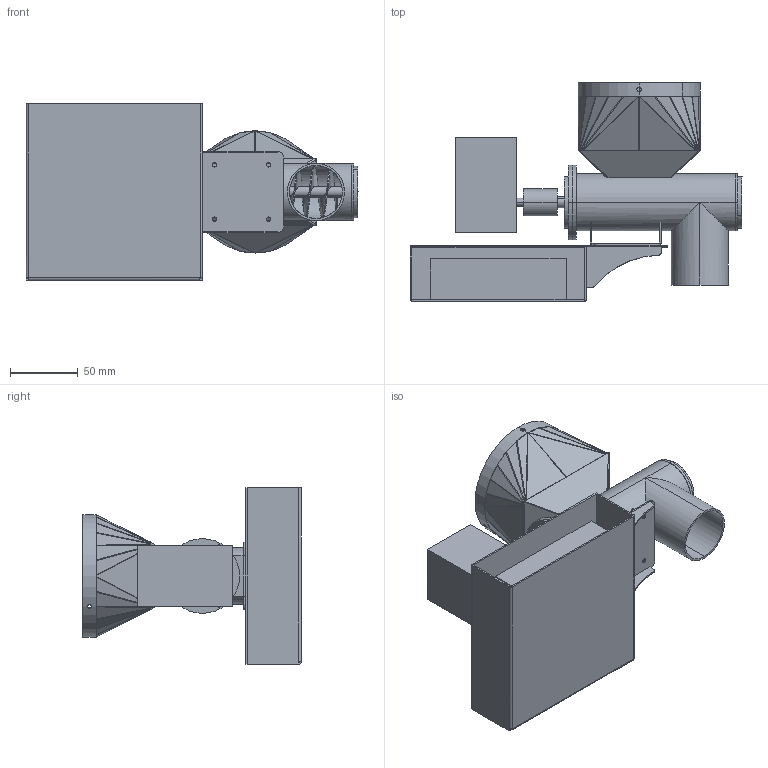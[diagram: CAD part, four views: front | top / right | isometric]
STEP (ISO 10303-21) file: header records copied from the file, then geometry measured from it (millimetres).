
FILE_DESCRIPTION (( 'STEP AP203' ), '1' );
FILE_NAME ('cám gà.STEP', '2023-02-13T06:04:22', ( '' ), ( '' ), 'SwSTEP 2.0', 'SolidWorks 2022', '' );
FILE_SCHEMA (( 'CONFIG_CONTROL_DESIGN' ));
Length unit declared in the file: millimetre
Products named in the file (17): board; h?p board; ph?u tr犥; ? lan 608; n?i tr?c; ph?u; ?ng ra; c嫕h v癃; m?t b獳h; g?i tr?c; d? ?ng; cám gà; tr?c v癃; m?t b獳h vi?n; ?ng m嫝; vi?n; motor
Assembly tree (25 placements, depth 2):
  cám gà
    ?ng m嫝
    tr?c v癃
    c嫕h v癃  x8
    ph?u
    ph?u tr犥
    g?i tr?c  x2
    m?t b獳h
    m?t b獳h vi?n
    ? lan 608  x2
    vi?n
    h?p board
    board
    motor
    n?i tr?c
    d? ?ng
    ?ng ra
Bounding box: 244.6 x 161.04 x 130 mm (x, y, z)
Volume: 602561.8 mm3; surface area: 288172.8 mm2
Topology: 30 solids, 30 shells, 591 faces, 1294 edges, 764 vertices
Faces by surface type: plane 244, cylinder 216, bspline 131
Entity records: 19451 total; most frequent: CARTESIAN_POINT 6557, ORIENTED_EDGE 2312, DIRECTION 2097, EDGE_CURVE 1156, AXIS2_PLACEMENT_3D 702, VECTOR 693, LINE 693, VERTEX_POINT 672
